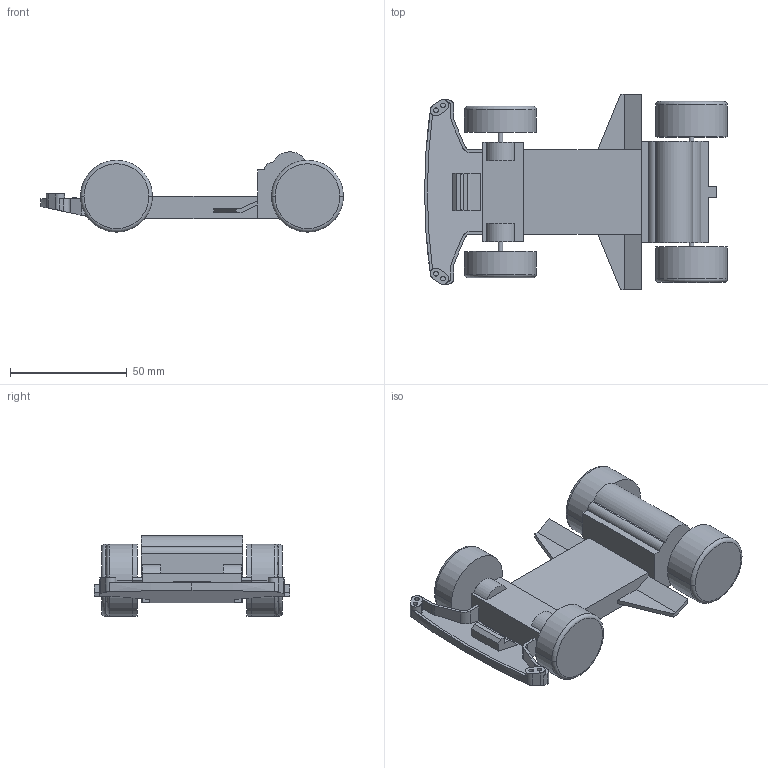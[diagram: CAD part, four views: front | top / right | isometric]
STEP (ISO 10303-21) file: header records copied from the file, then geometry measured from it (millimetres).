
FILE_DESCRIPTION(('CATIA V5 STEP Exchange'),'2;1');
FILE_NAME('mini_4_TZ_CHASSIS.stp','2011-04-14T03:56:53+00:00',('none'),('none'),'CATIA Version 5 Release 18 SP 5 (IN-10)','CATIA V5 STEP AP214','none');
FILE_SCHEMA(('AUTOMOTIVE_DESIGN { 1 0 10303 214 1 1 1 1 }'));
Length unit declared in the file: millimetre
Products named in the file (1): mini_4_TZ_CHASSIS
Bounding box: 129.7 x 83.9 x 34.4 mm (x, y, z)
Volume: 100644.2 mm3; surface area: 30857.1 mm2
Topology: 7 solids, 7 shells, 161 faces, 428 edges, 284 vertices
Faces by surface type: plane 103, cylinder 46, torus 8, extrusion 4
Entity records: 4966 total; most frequent: CARTESIAN_POINT 1065, ORIENTED_EDGE 852, DIRECTION 656, EDGE_CURVE 426, VECTOR 297, LINE 293, VERTEX_POINT 280, AXIS2_PLACEMENT_3D 228
